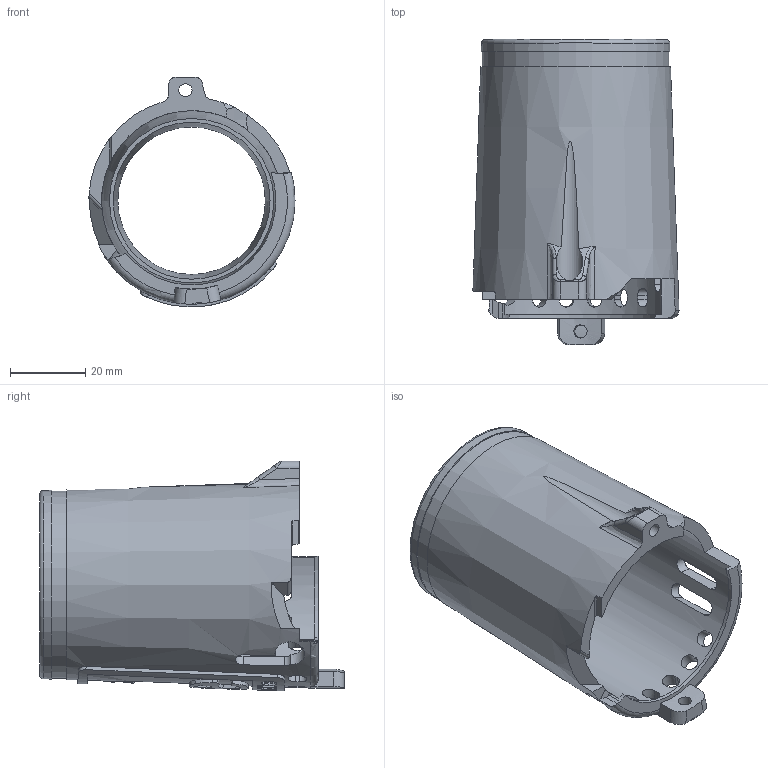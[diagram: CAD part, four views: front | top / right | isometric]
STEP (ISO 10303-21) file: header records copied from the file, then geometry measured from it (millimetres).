
FILE_DESCRIPTION(/* description */ (''),/* implementation_level */ '2;1');
FILE_NAME(/* name */ 'Motor Shield.step',/* time_stamp */ '2022-01-02T16:42:55-06:00',/* author */ (''),/* organization */ (''),/* preprocessor_version */ 'ST-DEVELOPER v18.1',/* originating_system */ 'Autodesk Translation Framework v10.10.0.1391',/* authorisation */ '');
FILE_SCHEMA (('AUTOMOTIVE_DESIGN { 1 0 10303 214 3 1 1 }'));
Length unit declared in the file: millimetre
Products named in the file (1): Motor Shield
Bounding box: 54.88 x 81.21 x 61.22 mm (x, y, z)
Volume: 33212.9 mm3; surface area: 31298.8 mm2
Topology: 1 solids, 1 shells, 466 faces, 1328 edges, 892 vertices
Faces by surface type: bspline 344, plane 46, cylinder 39, cone 34, torus 3
Full cylindrical faces by diameter (mm): 3.5 x2, 7 x1, 48 x1, 49.749 x1
Entity records: 24820 total; most frequent: CARTESIAN_POINT 14734, ORIENTED_EDGE 2650, EDGE_CURVE 1325, DIRECTION 1080, VERTEX_POINT 890, B_SPLINE_CURVE_WITH_KNOTS 633, LINE 544, VECTOR 544
